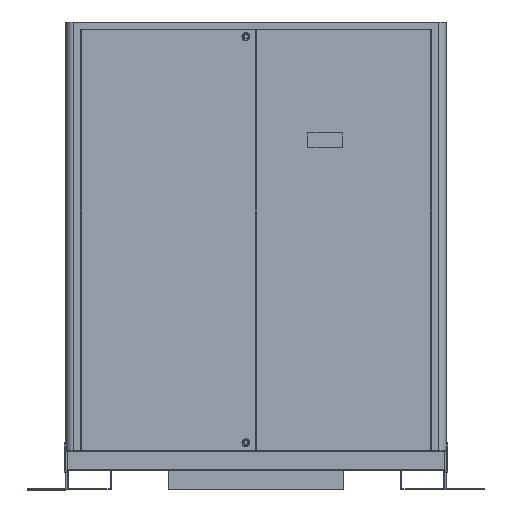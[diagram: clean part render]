
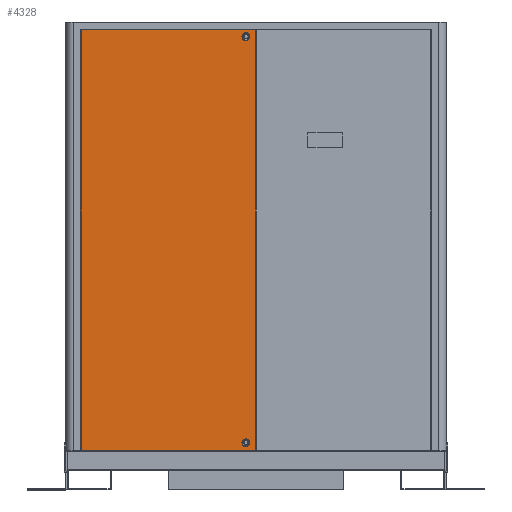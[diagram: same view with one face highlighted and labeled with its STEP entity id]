
A CAD part, top view. The second image highlights one B-rep face of the part: STEP entity #4328.
In plain terms, the highlighted planar face has unit normal (0, 0, 1).
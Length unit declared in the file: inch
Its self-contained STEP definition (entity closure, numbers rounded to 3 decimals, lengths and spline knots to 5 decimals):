
#43 = EDGE_CURVE ( 'NONE', #2641, #5992, #2186, .T. ) ;
#192 = ORIENTED_EDGE ( 'NONE', *, *, #7506, .T. ) ;
#203 = CARTESIAN_POINT ( 'NONE',  ( -1.03125, 0.8125, 9. ) ) ;
#355 = LINE ( 'NONE', #6177, #6344 ) ;
#672 = CARTESIAN_POINT ( 'NONE',  ( -1.34375, 42.5, 9. ) ) ;
#680 = VECTOR ( 'NONE', #1641, 39.37008 ) ;
#773 = DIRECTION ( 'NONE',  ( 1., 0., 0. ) ) ;
#920 = CARTESIAN_POINT ( 'NONE',  ( 18.75, 44., 9. ) ) ;
#1089 = EDGE_CURVE ( 'NONE', #5992, #2641, #1738, .T. ) ;
#1343 = FACE_BOUND ( 'NONE', #8111, .T. ) ;
#1437 = DIRECTION ( 'NONE',  ( 0., -1., 0. ) ) ;
#1598 = EDGE_CURVE ( 'NONE', #6077, #6705, #355, .T. ) ;
#1641 = DIRECTION ( 'NONE',  ( 0., 1., 0. ) ) ;
#1738 = CIRCLE ( 'NONE', #4912, 0.3125 ) ;
#1882 = DIRECTION ( 'NONE',  ( 1., 0., 0. ) ) ;
#2009 = EDGE_LOOP ( 'NONE', ( #5664, #6088 ) ) ;
#2103 = DIRECTION ( 'NONE',  ( 1., 0., 0. ) ) ;
#2186 = CIRCLE ( 'NONE', #2709, 0.3125 ) ;
#2199 = LINE ( 'NONE', #2765, #7016 ) ;
#2218 = DIRECTION ( 'NONE',  ( 0., 0., -1. ) ) ;
#2286 = CARTESIAN_POINT ( 'NONE',  ( -0.03125, 43.1875, 9. ) ) ;
#2641 = VERTEX_POINT ( 'NONE', #4516 ) ;
#2709 = AXIS2_PLACEMENT_3D ( 'NONE', #6792, #3010, #2955 ) ;
#2717 = DIRECTION ( 'NONE',  ( 0., 0., 1. ) ) ;
#2765 = CARTESIAN_POINT ( 'NONE',  ( -17.9375, 43.1875, 9. ) ) ;
#2771 = CARTESIAN_POINT ( 'NONE',  ( -1.03125, 0.8125, 9. ) ) ;
#2806 = CARTESIAN_POINT ( 'NONE',  ( -1.34375, 0.8125, 9. ) ) ;
#2955 = DIRECTION ( 'NONE',  ( 1., 0., 0. ) ) ;
#2979 = AXIS2_PLACEMENT_3D ( 'NONE', #203, #5210, #2103 ) ;
#3010 = DIRECTION ( 'NONE',  ( 0., 0., 1. ) ) ;
#3167 = EDGE_CURVE ( 'NONE', #4685, #6746, #5527, .T. ) ;
#3294 = FACE_BOUND ( 'NONE', #2009, .T. ) ;
#3310 = CARTESIAN_POINT ( 'NONE',  ( -17.9375, 0.0625, 9. ) ) ;
#3447 = AXIS2_PLACEMENT_3D ( 'NONE', #920, #2218, #6008 ) ;
#3623 = CARTESIAN_POINT ( 'NONE',  ( -17.9375, 43.1875, 9. ) ) ;
#3983 = LINE ( 'NONE', #7683, #5847 ) ;
#4140 = AXIS2_PLACEMENT_3D ( 'NONE', #2771, #2717, #773 ) ;
#4186 = CARTESIAN_POINT ( 'NONE',  ( -0.03125, 43.1875, 9. ) ) ;
#4328 = ADVANCED_FACE ( 'NONE', ( #3294, #1343, #4476 ), #4686, .F. ) ;
#4331 = DIRECTION ( 'NONE',  ( 1., 0., 0. ) ) ;
#4397 = DIRECTION ( 'NONE',  ( 0., 0., 1. ) ) ;
#4411 = ORIENTED_EDGE ( 'NONE', *, *, #3167, .F. ) ;
#4476 = FACE_OUTER_BOUND ( 'NONE', #4546, .T. ) ;
#4516 = CARTESIAN_POINT ( 'NONE',  ( -0.71875, 42.5, 9. ) ) ;
#4519 = EDGE_CURVE ( 'NONE', #6746, #4685, #7331, .T. ) ;
#4546 = EDGE_LOOP ( 'NONE', ( #192, #8014, #6173, #5653 ) ) ;
#4584 = EDGE_CURVE ( 'NONE', #8069, #5869, #3983, .T. ) ;
#4685 = VERTEX_POINT ( 'NONE', #7820 ) ;
#4686 = PLANE ( 'NONE',  #3447 ) ;
#4912 = AXIS2_PLACEMENT_3D ( 'NONE', #5551, #4397, #1882 ) ;
#5035 = EDGE_CURVE ( 'NONE', #5869, #6077, #2199, .T. ) ;
#5210 = DIRECTION ( 'NONE',  ( 0., 0., 1. ) ) ;
#5282 = CARTESIAN_POINT ( 'NONE',  ( -0.03125, 0.0625, 9. ) ) ;
#5527 = CIRCLE ( 'NONE', #2979, 0.3125 ) ;
#5551 = CARTESIAN_POINT ( 'NONE',  ( -1.03125, 42.5, 9. ) ) ;
#5653 = ORIENTED_EDGE ( 'NONE', *, *, #1598, .T. ) ;
#5664 = ORIENTED_EDGE ( 'NONE', *, *, #43, .F. ) ;
#5847 = VECTOR ( 'NONE', #7736, 39.37008 ) ;
#5869 = VERTEX_POINT ( 'NONE', #3623 ) ;
#5992 = VERTEX_POINT ( 'NONE', #672 ) ;
#6008 = DIRECTION ( 'NONE',  ( -1., 0., 0. ) ) ;
#6077 = VERTEX_POINT ( 'NONE', #3310 ) ;
#6088 = ORIENTED_EDGE ( 'NONE', *, *, #1089, .F. ) ;
#6173 = ORIENTED_EDGE ( 'NONE', *, *, #5035, .T. ) ;
#6177 = CARTESIAN_POINT ( 'NONE',  ( -0.03125, 0.0625, 9. ) ) ;
#6319 = ORIENTED_EDGE ( 'NONE', *, *, #4519, .F. ) ;
#6344 = VECTOR ( 'NONE', #4331, 39.37008 ) ;
#6705 = VERTEX_POINT ( 'NONE', #5282 ) ;
#6746 = VERTEX_POINT ( 'NONE', #2806 ) ;
#6792 = CARTESIAN_POINT ( 'NONE',  ( -1.03125, 42.5, 9. ) ) ;
#7016 = VECTOR ( 'NONE', #1437, 39.37008 ) ;
#7331 = CIRCLE ( 'NONE', #4140, 0.3125 ) ;
#7478 = LINE ( 'NONE', #4186, #680 ) ;
#7506 = EDGE_CURVE ( 'NONE', #6705, #8069, #7478, .T. ) ;
#7683 = CARTESIAN_POINT ( 'NONE',  ( -0.03125, 43.1875, 9. ) ) ;
#7736 = DIRECTION ( 'NONE',  ( -1., 0., 0. ) ) ;
#7820 = CARTESIAN_POINT ( 'NONE',  ( -0.71875, 0.8125, 9. ) ) ;
#8014 = ORIENTED_EDGE ( 'NONE', *, *, #4584, .T. ) ;
#8069 = VERTEX_POINT ( 'NONE', #2286 ) ;
#8111 = EDGE_LOOP ( 'NONE', ( #4411, #6319 ) ) ;
